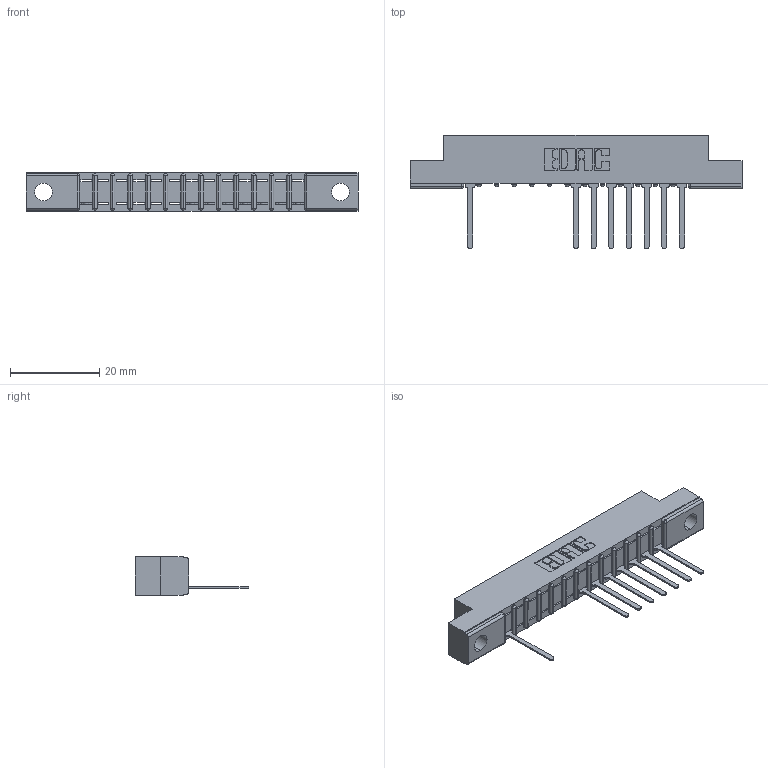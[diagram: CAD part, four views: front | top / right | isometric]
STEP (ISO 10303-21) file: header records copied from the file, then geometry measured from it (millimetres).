
FILE_DESCRIPTION (( 'STEP AP203' ), '1' );
FILE_NAME ('357-013-547-102.STEP', '2018-08-07T22:45:36', ( '' ), ( '' ), 'SwSTEP 2.0', 'SolidWorks 2016', '' );
FILE_SCHEMA (( 'CONFIG_CONTROL_DESIGN' ));
Length unit declared in the file: inch
Products named in the file (3): 307 Part_.128 Dia Mounting Holes; 307-290-001_547; 357-013-547-102
Assembly tree (9 placements, depth 2):
  357-013-547-102
    307 Part_.128 Dia Mounting Holes
    307-290-001_547  x8
Bounding box: 74.52 x 25.43 x 8.71 mm (x, y, z)
Volume: 4585.7 mm3; surface area: 6273.2 mm2
Topology: 9 solids, 9 shells, 680 faces, 1939 edges, 1242 vertices
Faces by surface type: plane 426, cylinder 226, sphere 28
Entity records: 14530 total; most frequent: CARTESIAN_POINT 2459, ORIENTED_EDGE 2450, DIRECTION 2403, EDGE_CURVE 1225, VECTOR 927, LINE 927, VERTEX_POINT 794, AXIS2_PLACEMENT_3D 738
